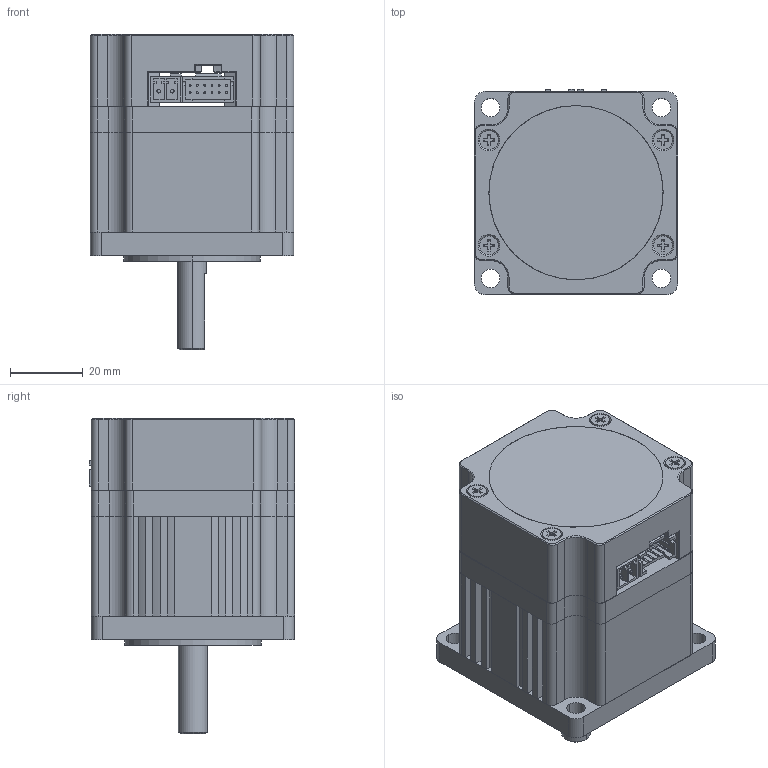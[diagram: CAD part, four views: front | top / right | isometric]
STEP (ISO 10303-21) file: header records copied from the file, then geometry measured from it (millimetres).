
FILE_DESCRIPTION (( 'STEP AP214' ), '1' );
FILE_NAME ('57AIS61-24-04810-1R.STEP', '2022-06-08T01:07:47', ( '' ), ( '' ), 'SwSTEP 2.0', 'SolidWorks 2020', '' );
FILE_SCHEMA (( 'AUTOMOTIVE_DESIGN' ));
Length unit declared in the file: millimetre
Products named in the file (11): 57LS09610儂旯; cross recessed countersunk head screws gb2_GB_CROSS_SCREWS_TYPE10 M3X25-23.35-H1-N; 57LS09610綴傷裔; 諉芛3; 57AIS61-24-04810-1R; 諉芛2; 諉芛; 57LS09610堤粣; 57LOGO; 57LS09610ヶ傷裔; 57SF-BMQ-低压伺服编码器后罩
Assembly tree (14 placements, depth 2):
  57AIS61-24-04810-1R
    57LS09610堤粣
    57LS09610ヶ傷裔
    57LS09610儂旯
    57SF-BMQ-低压伺服编码器后罩
    57LS09610綴傷裔
    cross recessed countersunk head screws gb2_GB_CROSS_SCREWS_TYPE10 M3X25-23.35-H1-N  x4
    諉芛
    諉芛2
    諉芛3  x2
    57LOGO
Bounding box: 56 x 56.5 x 87.05 mm (x, y, z)
Volume: 134250.4 mm3; surface area: 49827.4 mm2
Topology: 16 solids, 16 shells, 651 faces, 1625 edges, 1040 vertices
Faces by surface type: plane 373, cylinder 206, cone 66, torus 6
Entity records: 16132 total; most frequent: CARTESIAN_POINT 2804, DIRECTION 2755, ORIENTED_EDGE 2610, EDGE_CURVE 1305, AXIS2_PLACEMENT_3D 937, LINE 881, VECTOR 881, VERTEX_POINT 832
